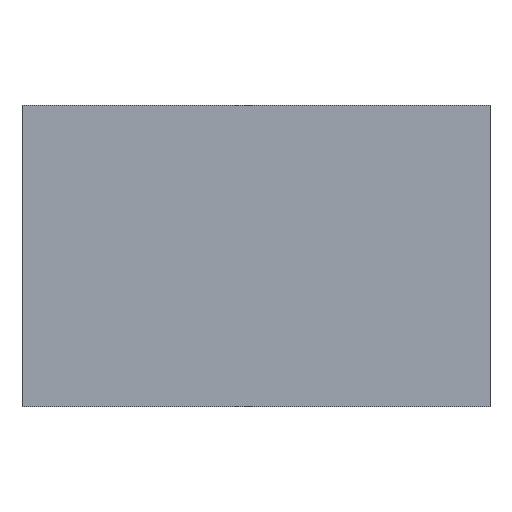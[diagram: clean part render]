
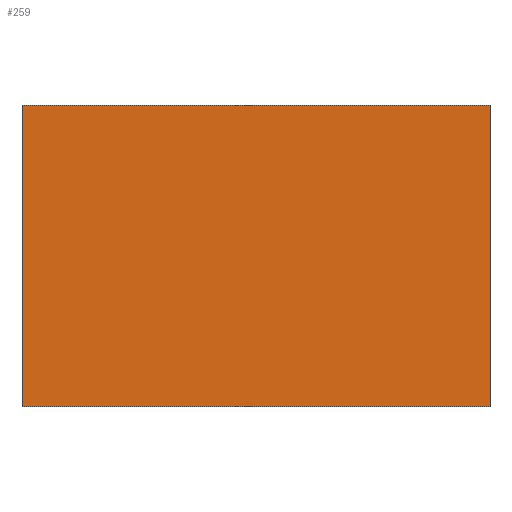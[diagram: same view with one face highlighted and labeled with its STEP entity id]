
A CAD part, left-side view. The second image highlights one B-rep face of the part: STEP entity #259.
In plain terms, the highlighted planar face has unit normal (-1, 0, 0).
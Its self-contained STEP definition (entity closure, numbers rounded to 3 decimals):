
#37=CARTESIAN_POINT('',(-13.913,0.,70.821));
#38=VERTEX_POINT('',#37);
#45=CARTESIAN_POINT('',(-13.913,-192.,70.821));
#46=VERTEX_POINT('',#45);
#47=CARTESIAN_POINT('',(-13.913,0.,70.821));
#48=DIRECTION('',(0.,-1.,0.));
#49=VECTOR('',#48,192.);
#50=LINE('',#47,#49);
#51=EDGE_CURVE('',#38,#46,#50,.T.);
#229=CARTESIAN_POINT('',(-13.913,-146.37,-25.165));
#230=DIRECTION('',(0.,0.,-1.));
#231=DIRECTION('',(-1.,-0.,-0.));
#232=AXIS2_PLACEMENT_3D('',#229,#231,#230);
#233=PLANE('',#232);
#234=ORIENTED_EDGE('',*,*,#51,.F.);
#235=CARTESIAN_POINT('',(-13.913,0.,-52.795));
#236=VERTEX_POINT('',#235);
#237=CARTESIAN_POINT('',(-13.913,0.,70.821));
#238=DIRECTION('',(0.,0.,-1.));
#239=VECTOR('',#238,123.616);
#240=LINE('',#237,#239);
#241=EDGE_CURVE('',#38,#236,#240,.T.);
#242=ORIENTED_EDGE('E3',*,*,#241,.T.);
#243=CARTESIAN_POINT('',(-13.913,-192.,-52.795));
#244=VERTEX_POINT('',#243);
#245=CARTESIAN_POINT('',(-13.913,0.,-52.795));
#246=DIRECTION('',(0.,-1.,0.));
#247=VECTOR('',#246,192.);
#248=LINE('',#245,#247);
#249=EDGE_CURVE('',#236,#244,#248,.T.);
#250=ORIENTED_EDGE('E50',*,*,#249,.T.);
#251=CARTESIAN_POINT('',(-13.913,-192.,70.821));
#252=DIRECTION('',(0.,0.,-1.));
#253=VECTOR('',#252,123.616);
#254=LINE('',#251,#253);
#255=EDGE_CURVE('',#46,#244,#254,.T.);
#256=ORIENTED_EDGE('E9',*,*,#255,.F.);
#257=EDGE_LOOP('',(#234,#242,#250,#256));
#258=FACE_OUTER_BOUND('',#257,.T.);
#259=ADVANCED_FACE('F8',(#258),#233,.T.);
